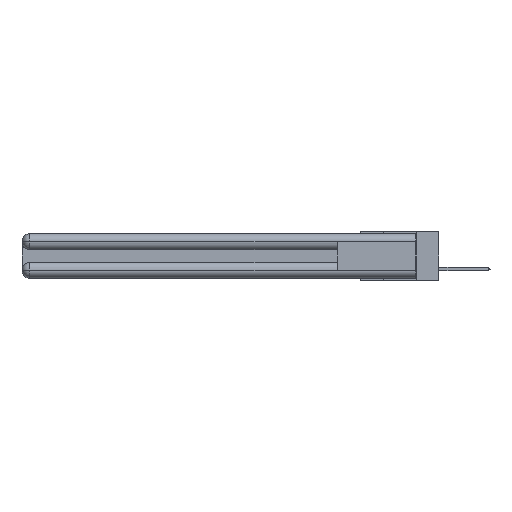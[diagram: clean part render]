
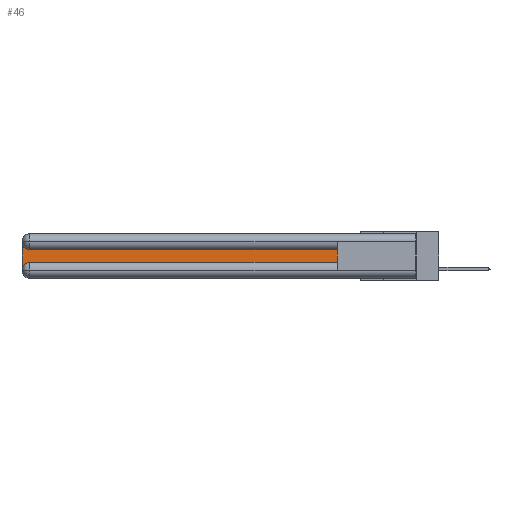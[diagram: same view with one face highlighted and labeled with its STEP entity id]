
A CAD part, left-side view. The second image highlights one B-rep face of the part: STEP entity #46.
In plain terms, the highlighted planar face has unit normal (-1, 0, 0).
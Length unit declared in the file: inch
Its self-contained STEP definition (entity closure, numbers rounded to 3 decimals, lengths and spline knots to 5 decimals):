
#46 = ADVANCED_FACE ( 'NONE', ( #18984 ), #4551, .F. ) ;
#248 = CARTESIAN_POINT ( 'NONE',  ( 0.075, 0.6, -0.1225 ) ) ;
#765 = CARTESIAN_POINT ( 'NONE',  ( 0.075, 2.94, -0.2175 ) ) ;
#971 = DIRECTION ( 'NONE',  ( 1., 0., 0. ) ) ;
#1310 = CIRCLE ( 'NONE', #16194, 0.06 ) ;
#1371 = ORIENTED_EDGE ( 'NONE', *, *, #13499, .T. ) ;
#1377 = DIRECTION ( 'NONE',  ( 0., 0., -1. ) ) ;
#2180 = LINE ( 'NONE', #22639, #13218 ) ;
#2592 = DIRECTION ( 'NONE',  ( 0., 0., 1. ) ) ;
#2759 = VECTOR ( 'NONE', #2592, 39.37008 ) ;
#3299 = CIRCLE ( 'NONE', #20643, 0.06 ) ;
#4551 = PLANE ( 'NONE',  #12922 ) ;
#5194 = VECTOR ( 'NONE', #13730, 39.37008 ) ;
#5983 = VERTEX_POINT ( 'NONE', #12372 ) ;
#7416 = ORIENTED_EDGE ( 'NONE', *, *, #21240, .T. ) ;
#9605 = LINE ( 'NONE', #27591, #12376 ) ;
#11509 = CARTESIAN_POINT ( 'NONE',  ( 0.075, 3., -0.0625 ) ) ;
#11736 = VERTEX_POINT ( 'NONE', #11509 ) ;
#12144 = CARTESIAN_POINT ( 'NONE',  ( 0.075, 2.94, -0.0625 ) ) ;
#12201 = VERTEX_POINT ( 'NONE', #13904 ) ;
#12368 = CARTESIAN_POINT ( 'NONE',  ( 0.075, 2.94, -0.2775 ) ) ;
#12372 = CARTESIAN_POINT ( 'NONE',  ( 0.075, 2.94, -0.1225 ) ) ;
#12376 = VECTOR ( 'NONE', #25414, 39.37008 ) ;
#12922 = AXIS2_PLACEMENT_3D ( 'NONE', #19973, #24294, #24389 ) ;
#13218 = VECTOR ( 'NONE', #27045, 39.37008 ) ;
#13499 = EDGE_CURVE ( 'NONE', #20834, #5983, #21418, .T. ) ;
#13730 = DIRECTION ( 'NONE',  ( 0., 1., 0. ) ) ;
#13904 = CARTESIAN_POINT ( 'NONE',  ( 0.075, 3., -0.2775 ) ) ;
#14301 = DIRECTION ( 'NONE',  ( 1., 0., 0. ) ) ;
#14372 = DIRECTION ( 'NONE',  ( 0., 0., -1. ) ) ;
#14958 = ORIENTED_EDGE ( 'NONE', *, *, #17963, .T. ) ;
#15708 = EDGE_CURVE ( 'NONE', #5983, #11736, #1310, .T. ) ;
#16194 = AXIS2_PLACEMENT_3D ( 'NONE', #12144, #971, #14372 ) ;
#16292 = ORIENTED_EDGE ( 'NONE', *, *, #22749, .T. ) ;
#16759 = CARTESIAN_POINT ( 'NONE',  ( 0.075, 0.6, -0.2175 ) ) ;
#17281 = LINE ( 'NONE', #20524, #2759 ) ;
#17963 = EDGE_CURVE ( 'NONE', #28096, #26397, #2180, .T. ) ;
#18670 = EDGE_LOOP ( 'NONE', ( #1371, #18858, #7416, #16292, #14958, #23905 ) ) ;
#18858 = ORIENTED_EDGE ( 'NONE', *, *, #15708, .T. ) ;
#18984 = FACE_OUTER_BOUND ( 'NONE', #18670, .T. ) ;
#19627 = EDGE_CURVE ( 'NONE', #26397, #20834, #17281, .T. ) ;
#19973 = CARTESIAN_POINT ( 'NONE',  ( 0.075, 3., -0.1225 ) ) ;
#20524 = CARTESIAN_POINT ( 'NONE',  ( 0.075, 0.6, -0.2175 ) ) ;
#20643 = AXIS2_PLACEMENT_3D ( 'NONE', #12368, #14301, #1377 ) ;
#20834 = VERTEX_POINT ( 'NONE', #24183 ) ;
#21240 = EDGE_CURVE ( 'NONE', #11736, #12201, #9605, .T. ) ;
#21418 = LINE ( 'NONE', #248, #5194 ) ;
#22639 = CARTESIAN_POINT ( 'NONE',  ( 0.075, 0.6, -0.2175 ) ) ;
#22749 = EDGE_CURVE ( 'NONE', #12201, #28096, #3299, .T. ) ;
#23905 = ORIENTED_EDGE ( 'NONE', *, *, #19627, .T. ) ;
#24183 = CARTESIAN_POINT ( 'NONE',  ( 0.075, 0.6, -0.1225 ) ) ;
#24294 = DIRECTION ( 'NONE',  ( 1., 0., 0. ) ) ;
#24389 = DIRECTION ( 'NONE',  ( 0., 0., -1. ) ) ;
#25414 = DIRECTION ( 'NONE',  ( 0., 0., -1. ) ) ;
#26397 = VERTEX_POINT ( 'NONE', #16759 ) ;
#27045 = DIRECTION ( 'NONE',  ( 0., -1., 0. ) ) ;
#27591 = CARTESIAN_POINT ( 'NONE',  ( 0.075, 3., -0.2175 ) ) ;
#28096 = VERTEX_POINT ( 'NONE', #765 ) ;
